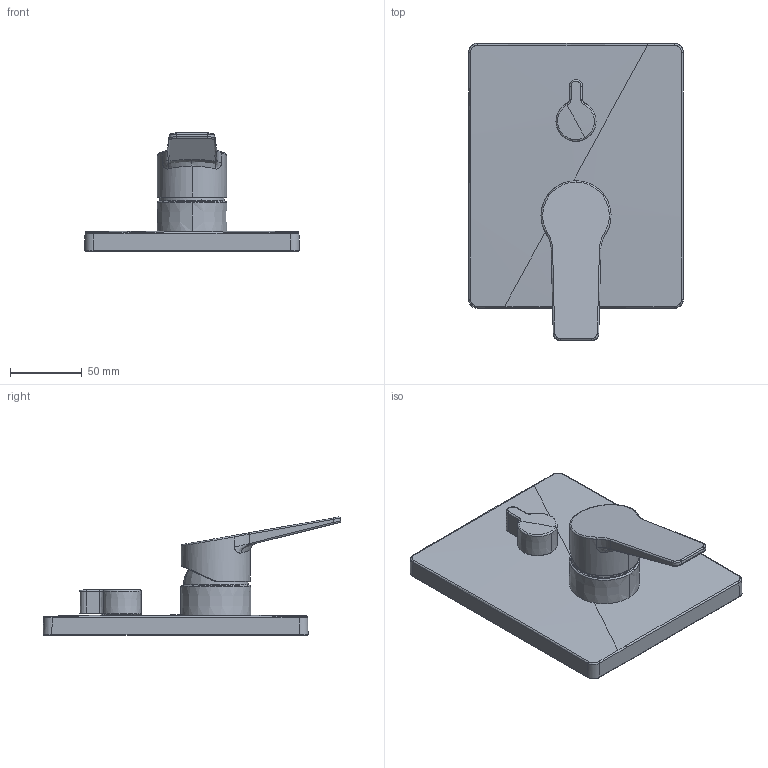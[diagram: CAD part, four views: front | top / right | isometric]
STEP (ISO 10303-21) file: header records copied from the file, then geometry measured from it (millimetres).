
FILE_DESCRIPTION (( 'STEP AP203' ), '1' );
FILE_NAME ('8984908333(2020).STEP', '2021-02-11T06:36:25', ( '' ), ( '' ), 'SwSTEP 2.0', 'SolidWorks 2016', '' );
FILE_SCHEMA (( 'CONFIG_CONTROL_DESIGN' ));
Length unit declared in the file: millimetre
Products named in the file (1): 8984908333(2020)
Bounding box: 149.97 x 207.82 x 82.45 mm (x, y, z)
Volume: 500176.4 mm3; surface area: 79482.3 mm2
Topology: 1 solids, 1 shells, 107 faces, 258 edges, 157 vertices
Faces by surface type: bspline 42, cylinder 27, plane 17, torus 12, cone 5, sphere 4
Entity records: 8097 total; most frequent: CARTESIAN_POINT 5962, ORIENTED_EDGE 516, DIRECTION 276, EDGE_CURVE 258, VERTEX_POINT 157, B_SPLINE_CURVE_WITH_KNOTS 153, AXIS2_PLACEMENT_3D 113, EDGE_LOOP 111
